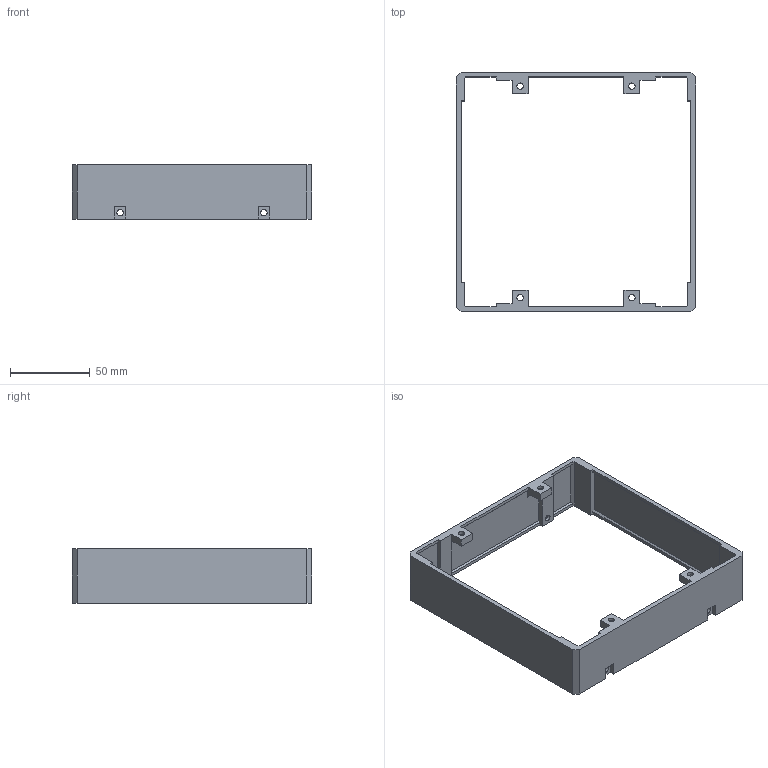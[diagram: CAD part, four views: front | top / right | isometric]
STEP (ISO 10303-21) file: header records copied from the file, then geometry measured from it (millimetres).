
FILE_DESCRIPTION(/* description */ ('STEP AP242','CAx-IF Rec.Pracs.---Representation and Presentation of Product Manufacturing Information (PMI)---4.0---2014-10-13','CAx-IF Rec.Pracs.---3D Tessellated Geometry---0.4---2014-09-14','2;1'),/* implementation_level */ '2;1');
FILE_NAME(/* name */ '672fd76cae1f23679edaa964',/* time_stamp */ '2024-11-09T21:43:09Z',/* author */ (''),/* organization */ (''),/* preprocessor_version */ 'ST-DEVELOPER v20',/* originating_system */ 'ONSHAPE BY PTC INC, 1.189',/* authorisation */ ' ');
FILE_SCHEMA (('AP242_MANAGED_MODEL_BASED_3D_ENGINEERING_MIM_LF { 1 0 10303 442 1 1 4 }'));
Length unit declared in the file: metre
Products named in the file (1): shell
Bounding box: 150 x 150 x 34 mm (x, y, z)
Volume: 53747.3 mm3; surface area: 46446.8 mm2
Topology: 1 solids, 1 shells, 146 faces, 416 edges, 276 vertices
Faces by surface type: plane 138, cylinder 8
Full cylindrical faces by diameter (mm): 4 x8
Entity records: 4646 total; most frequent: CARTESIAN_POINT 823, ORIENTED_EDGE 808, DIRECTION 714, EDGE_CURVE 404, LINE 388, VECTOR 388, VERTEX_POINT 272, EDGE_LOOP 176
